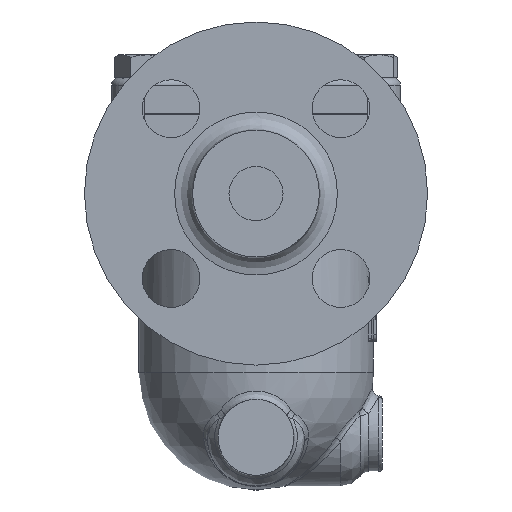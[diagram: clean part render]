
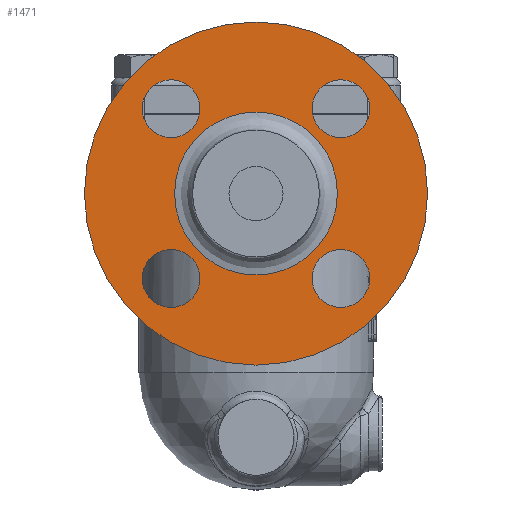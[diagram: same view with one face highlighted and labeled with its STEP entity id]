
A CAD part, left-side view. The second image highlights one B-rep face of the part: STEP entity #1471.
In plain terms, the highlighted planar face has unit normal (-1, 0, 0).
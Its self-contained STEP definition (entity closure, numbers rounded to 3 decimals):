
#1225=CARTESIAN_POINT('',(-94.1,0.,97.0));
#1226=VERTEX_POINT('',#1225);
#1227=CARTESIAN_POINT('',(-94.1,0.0,49.5));
#1228=DIRECTION('',(1.0,0.0,0.0));
#1229=DIRECTION('',(0.0,0.0,-1.0));
#1230=AXIS2_PLACEMENT_3D('',#1227,#1228,#1229);
#1231=CIRCLE('',#1230,47.5);
#1232=EDGE_CURVE('',#1226,#1226,#1231,.T.);
#1373=CARTESIAN_POINT('',(-94.1,0.,72.05));
#1374=VERTEX_POINT('',#1373);
#1375=CARTESIAN_POINT('',(-94.1,0.0,49.5));
#1376=DIRECTION('',(-1.0,0.0,0.0));
#1377=DIRECTION('',(0.0,0.0,-1.0));
#1378=AXIS2_PLACEMENT_3D('',#1375,#1376,#1377);
#1379=CIRCLE('',#1378,22.55);
#1380=EDGE_CURVE('',#1374,#1374,#1379,.T.);
#1416=CARTESIAN_POINT('',(-94.1,0.0,49.5));
#1417=DIRECTION('',(1.0,0.0,0.0));
#1418=DIRECTION('',(0.0,0.0,-1.0));
#1419=AXIS2_PLACEMENT_3D('',#1416,#1417,#1418);
#1420=PLANE('',#1419);
#1421=ORIENTED_EDGE('',*,*,#1232,.F.);
#1422=EDGE_LOOP('',(#1421));
#1423=FACE_OUTER_BOUND('',#1422,.T.);
#1424=CARTESIAN_POINT('',(-94.1,-23.511,81.011));
#1425=VERTEX_POINT('',#1424);
#1426=CARTESIAN_POINT('',(-94.1,-23.511,73.011));
#1427=DIRECTION('',(-1.0,0.0,0.0));
#1428=DIRECTION('',(0.0,-1.0,0.0));
#1429=AXIS2_PLACEMENT_3D('',#1426,#1427,#1428);
#1430=CIRCLE('',#1429,8.0);
#1431=EDGE_CURVE('',#1425,#1425,#1430,.T.);
#1432=ORIENTED_EDGE('',*,*,#1431,.F.);
#1433=EDGE_LOOP('',(#1432));
#1434=FACE_BOUND('',#1433,.T.);
#1435=CARTESIAN_POINT('',(-94.1,-23.511,33.989));
#1436=VERTEX_POINT('',#1435);
#1437=CARTESIAN_POINT('',(-94.1,-23.511,25.989));
#1438=DIRECTION('',(-1.0,0.0,0.0));
#1439=DIRECTION('',(0.0,0.0,-1.0));
#1440=AXIS2_PLACEMENT_3D('',#1437,#1438,#1439);
#1441=CIRCLE('',#1440,8.0);
#1442=EDGE_CURVE('',#1436,#1436,#1441,.T.);
#1443=ORIENTED_EDGE('',*,*,#1442,.F.);
#1444=EDGE_LOOP('',(#1443));
#1445=FACE_BOUND('',#1444,.T.);
#1446=CARTESIAN_POINT('',(-94.1,23.511,33.989));
#1447=VERTEX_POINT('',#1446);
#1448=CARTESIAN_POINT('',(-94.1,23.511,25.989));
#1449=DIRECTION('',(-1.0,0.0,0.0));
#1450=DIRECTION('',(0.0,1.0,0.0));
#1451=AXIS2_PLACEMENT_3D('',#1448,#1449,#1450);
#1452=CIRCLE('',#1451,8.0);
#1453=EDGE_CURVE('',#1447,#1447,#1452,.T.);
#1454=ORIENTED_EDGE('',*,*,#1453,.F.);
#1455=EDGE_LOOP('',(#1454));
#1456=FACE_BOUND('',#1455,.T.);
#1457=CARTESIAN_POINT('',(-94.1,23.511,81.011));
#1458=VERTEX_POINT('',#1457);
#1459=CARTESIAN_POINT('',(-94.1,23.511,73.011));
#1460=DIRECTION('',(-1.0,0.0,0.0));
#1461=DIRECTION('',(0.0,0.0,1.0));
#1462=AXIS2_PLACEMENT_3D('',#1459,#1460,#1461);
#1463=CIRCLE('',#1462,8.0);
#1464=EDGE_CURVE('',#1458,#1458,#1463,.T.);
#1465=ORIENTED_EDGE('',*,*,#1464,.F.);
#1466=EDGE_LOOP('',(#1465));
#1467=FACE_BOUND('',#1466,.T.);
#1468=ORIENTED_EDGE('',*,*,#1380,.F.);
#1469=EDGE_LOOP('',(#1468));
#1470=FACE_BOUND('',#1469,.T.);
#1471=ADVANCED_FACE('',(#1423,#1434,#1445,#1456,#1467,#1470),#1420,.F.);
